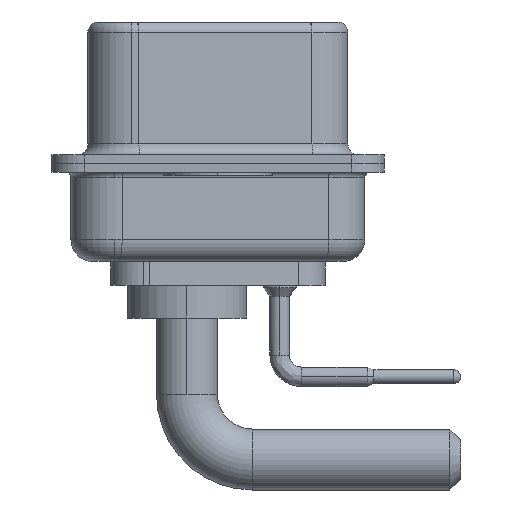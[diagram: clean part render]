
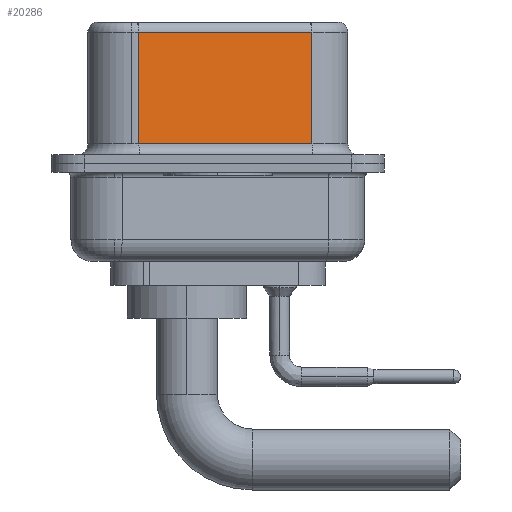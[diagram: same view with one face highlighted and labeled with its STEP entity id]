
A CAD part, left-side view. The second image highlights one B-rep face of the part: STEP entity #20286.
In plain terms, the highlighted planar face has unit normal (-0.985, -0.174, 0).
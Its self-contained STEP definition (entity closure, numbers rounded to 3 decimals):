
#193 = DIRECTION ( 'NONE',  ( 0.985, 0.174, 0. ) ) ;
#233 = VERTEX_POINT ( 'NONE', #21963 ) ;
#301 = CARTESIAN_POINT ( 'NONE',  ( 5.132, -4.322, 6.52 ) ) ;
#1368 = DIRECTION ( 'NONE',  ( 0., 0., -1. ) ) ;
#2224 = EDGE_CURVE ( 'NONE', #21853, #233, #19916, .T. ) ;
#3194 = VECTOR ( 'NONE', #13098, 1000. ) ;
#3532 = ORIENTED_EDGE ( 'NONE', *, *, #8884, .T. ) ;
#4160 = DIRECTION ( 'NONE',  ( 0., 0., -1. ) ) ;
#4208 = VECTOR ( 'NONE', #4160, 1000. ) ;
#4556 = CARTESIAN_POINT ( 'NONE',  ( 3.73, 3.628, 0.9 ) ) ;
#4739 = LINE ( 'NONE', #19808, #10408 ) ;
#5989 = VECTOR ( 'NONE', #14752, 1000. ) ;
#7776 = AXIS2_PLACEMENT_3D ( 'NONE', #301, #193, #17071 ) ;
#8884 = EDGE_CURVE ( 'NONE', #233, #14052, #4739, .T. ) ;
#10408 = VECTOR ( 'NONE', #1368, 1000. ) ;
#10795 = ORIENTED_EDGE ( 'NONE', *, *, #19697, .F. ) ;
#12536 = CARTESIAN_POINT ( 'NONE',  ( 5.132, -4.322, 6.52 ) ) ;
#12644 = LINE ( 'NONE', #12536, #4208 ) ;
#12961 = CARTESIAN_POINT ( 'NONE',  ( 5.132, -4.322, 0.9 ) ) ;
#13029 = CARTESIAN_POINT ( 'NONE',  ( 5.132, -4.322, 6.02 ) ) ;
#13098 = DIRECTION ( 'NONE',  ( -0.174, 0.985, 0. ) ) ;
#13663 = ORIENTED_EDGE ( 'NONE', *, *, #19810, .T. ) ;
#14052 = VERTEX_POINT ( 'NONE', #4556 ) ;
#14323 = ORIENTED_EDGE ( 'NONE', *, *, #2224, .T. ) ;
#14752 = DIRECTION ( 'NONE',  ( 0.174, -0.985, 0. ) ) ;
#15614 = PLANE ( 'NONE',  #7776 ) ;
#17071 = DIRECTION ( 'NONE',  ( -0.174, 0.985, 0. ) ) ;
#17447 = VERTEX_POINT ( 'NONE', #12961 ) ;
#18142 = CARTESIAN_POINT ( 'NONE',  ( 5.132, -4.322, 6.02 ) ) ;
#18233 = CARTESIAN_POINT ( 'NONE',  ( 5.132, -4.322, 0.9 ) ) ;
#18858 = FACE_OUTER_BOUND ( 'NONE', #19007, .T. ) ;
#19007 = EDGE_LOOP ( 'NONE', ( #10795, #14323, #3532, #13663 ) ) ;
#19697 = EDGE_CURVE ( 'NONE', #21853, #17447, #12644, .T. ) ;
#19808 = CARTESIAN_POINT ( 'NONE',  ( 3.73, 3.628, 6.52 ) ) ;
#19810 = EDGE_CURVE ( 'NONE', #14052, #17447, #19901, .T. ) ;
#19901 = LINE ( 'NONE', #18233, #5989 ) ;
#19916 = LINE ( 'NONE', #18142, #3194 ) ;
#20286 = ADVANCED_FACE ( 'NONE', ( #18858 ), #15614, .F. ) ;
#21853 = VERTEX_POINT ( 'NONE', #13029 ) ;
#21963 = CARTESIAN_POINT ( 'NONE',  ( 3.73, 3.628, 6.02 ) ) ;
